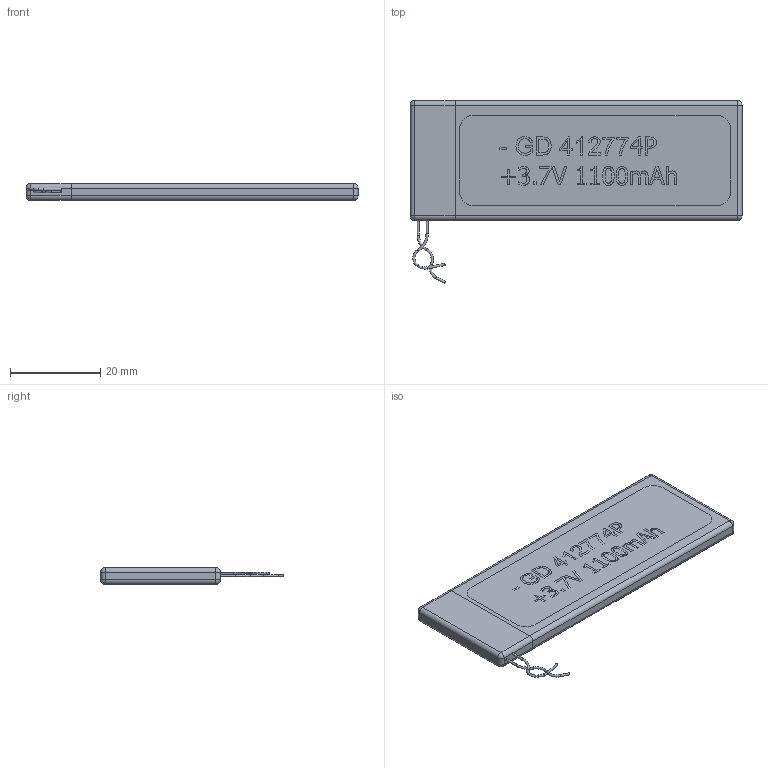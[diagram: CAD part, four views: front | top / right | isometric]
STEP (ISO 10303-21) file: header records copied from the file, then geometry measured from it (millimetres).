
FILE_DESCRIPTION(/* description */ (''),/* implementation_level */ '2;1');
FILE_NAME(/* name */ 'PZ_Bateria_Litio_1100mAh.stp',/* time_stamp */ '2016-05-02T11:08:59-05:00',/* author */ ('X1'),/* organization */ (''),/* preprocessor_version */ 'ST-DEVELOPER v15.6',/* originating_system */ 'Autodesk Inventor 2015',/* authorisation */ '');
FILE_SCHEMA (('AUTOMOTIVE_DESIGN { 1 0 10303 214 3 1 1 }'));
Length unit declared in the file: millimetre
Products named in the file (1): PZ_Bateria_Litio_1100mAh
Bounding box: 73.5 x 40.47 x 3.7 mm (x, y, z)
Volume: 7125.7 mm3; surface area: 4510 mm2
Topology: 1 solids, 1 shells, 79 faces, 367 edges, 321 vertices
Faces by surface type: plane 42, cylinder 22, sphere 8, torus 7
Full cylindrical faces by diameter (mm): 0.5 x4
Entity records: 4183 total; most frequent: CARTESIAN_POINT 1120, ORIENTED_EDGE 710, DIRECTION 454, EDGE_CURVE 355, VERTEX_POINT 320, LINE 200, VECTOR 200, AXIS2_PLACEMENT_3D 127
